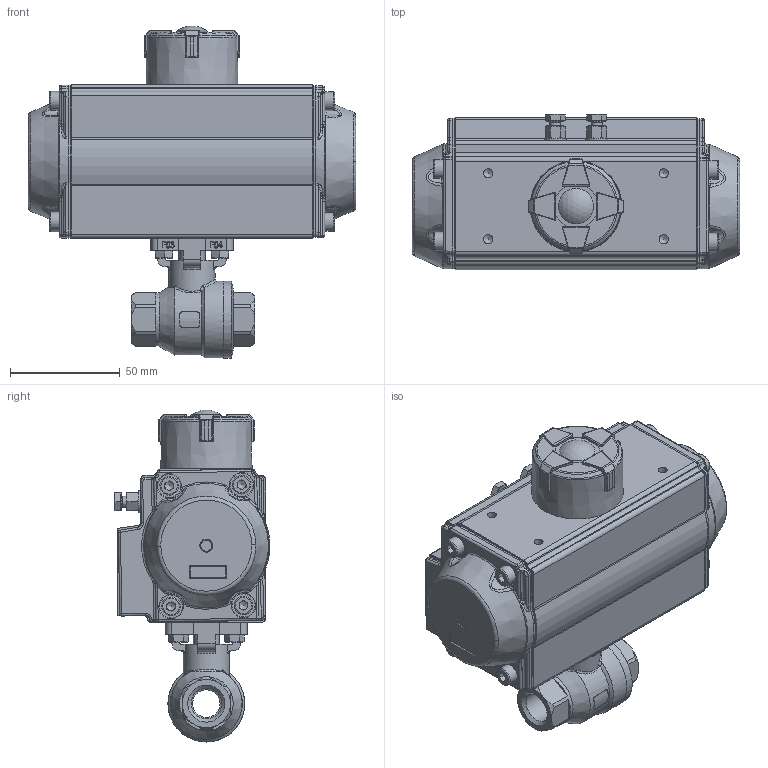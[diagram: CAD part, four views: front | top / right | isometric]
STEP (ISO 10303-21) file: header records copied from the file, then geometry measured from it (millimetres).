
FILE_DESCRIPTION(/* description */ ('Unknown'),/* implementation_level */ '2;1');
FILE_NAME(/* name */ 'PE01 9652-03',/* time_stamp */ '2025-01-15T10:29:50+01:00',/* author */ ('Unknown'),/* organization */ ('Unknown'),/* preprocessor_version */ 'ST-DEVELOPER v19.4',/* originating_system */ 'Solid Edge',/* authorisation */ 'Unknown');
FILE_SCHEMA (('AUTOMOTIVE_DESIGN {1 0 10303 214 3 1 1}'));
Products named in the file (23): PE019652-03; 9652-03; DN10  T; DN10  G; DN10  M; DN10  Z; DN10  FGM; DN10  FS; DIN 933 M5x12 A2-70 BLK_EDST; PD02_PE01; vt50-2016-06-25; hex bolt gradeab_din_ISO 4014 - M5 x 25 x 16-N; huosai50; vt50-2016-06-25 _______MIR; zhou50; VTE50____; plain washers-n series-grade a gb_GB_FASTENER_WASHER_PWNA 5; hex nut gradec_din_Hexagon Nut ISO 4034 - M5 - N; Optische Anzeige; ______; ________(___________; cup head nib bolts with large head gb_GB_FASTENER_BOLT_CHNBW M6X25-N; socket head cap screw_din_DIN 912 M5 x 16 --- 16N
Assembly tree (39 placements, depth 4):
  PE019652-03
    9652-03
      DN10  T
      DN10  G
      DN10  M
      DN10  Z
      DN10  FGM
      DN10  FS
    DIN 933 M5x12 A2-70 BLK_EDST  x4
    PD02_PE01
      vt50-2016-06-25
      hex bolt gradeab_din_ISO 4014 - M5 x 25 x 16-N  x2
      huosai50  x2
      vt50-2016-06-25 _______MIR
      zhou50
      VTE50____
      plain washers-n series-grade a gb_GB_FASTENER_WASHER_PWNA 5  x2
      hex nut gradec_din_Hexagon Nut ISO 4034 - M5 - N  x2
      Optische Anzeige
        ______
        ________(___________  x4
        cup head nib bolts with large head gb_GB_FASTENER_BOLT_CHNBW M6X25-N
      socket head cap screw_din_DIN 912 M5 x 16 --- 16N  x8
Bounding box: 149.4 x 70.92 x 151.31 mm (x, y, z)
Volume: 424605.7 mm3; surface area: 165597 mm2
Topology: 36 solids, 36 shells, 2788 faces, 6848 edges, 4236 vertices
Faces by surface type: plane 997, cylinder 748, bspline 421, torus 306, cone 287, sphere 29
Full cylindrical faces by diameter (mm): 2.5 x2, 3 x16, 3.3 x8, 4.134 x20, 4.2 x2, 4.66 x1, 4.917 x7, 5 x16, 5.3 x2, 5.5 x1, 6 x5, 6.2 x1, 8 x6, 8.5 x8, 8.566 x2, 9.6 x1, 10 x4, 10.5 x1, 11 x1, 11.4 x1, 12 x3, 12.5 x4, 12.6 x2, 12.7 x1, 12.9 x1, 13 x12, 13.5 x2, 13.9 x2, 14 x5, 15 x1
Entity records: 73019 total; most frequent: CARTESIAN_POINT 29343, ORIENTED_EDGE 9090, DIRECTION 8075, EDGE_CURVE 4545, AXIS2_PLACEMENT_3D 3135, VERTEX_POINT 3039, FACE_BOUND 2500, EDGE_LOOP 2479
